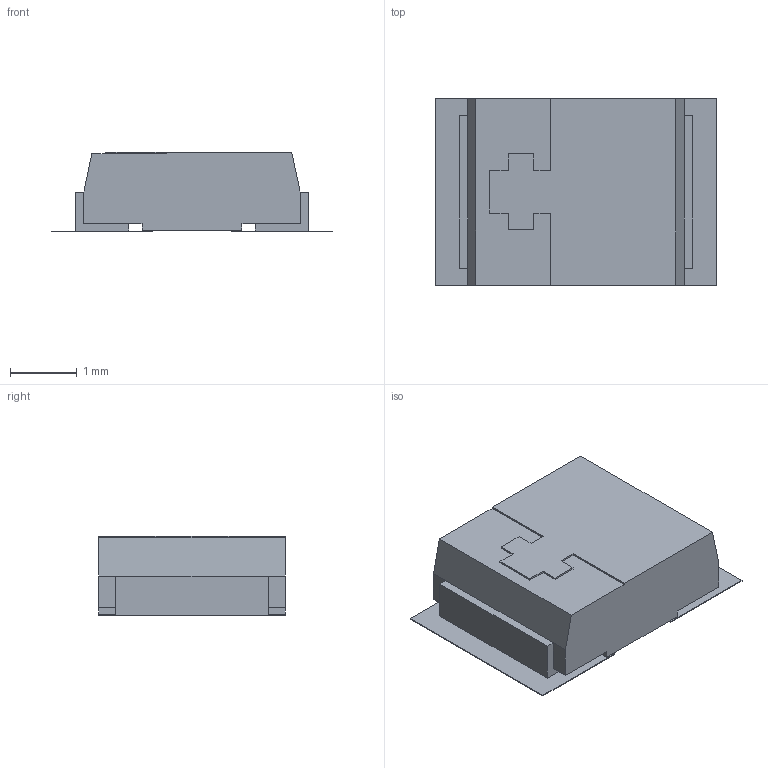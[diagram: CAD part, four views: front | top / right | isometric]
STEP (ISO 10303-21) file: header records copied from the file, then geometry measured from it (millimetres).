
FILE_DESCRIPTION (( 'STEP AP203' ), '1' );
FILE_NAME ('041-0092-000_1.step_Default_sldprt.STEP', '2020-11-13T20:09:38', ( '' ), ( '' ), 'SwSTEP 2.0', 'SolidWorks 2019', '' );
FILE_SCHEMA (( 'CONFIG_CONTROL_DESIGN' ));
Length unit declared in the file: inch
Products named in the file (1): 041-0092-000_1.step_Default_sldprt
Bounding box: 4.22 x 2.82 x 1.2 mm (x, y, z)
Volume: 10.7 mm3; surface area: 44.2 mm2
Topology: 1 solids, 1 shells, 50 faces, 134 edges, 88 vertices
Faces by surface type: plane 50
Entity records: 1605 total; most frequent: CARTESIAN_POINT 273, ORIENTED_EDGE 268, DIRECTION 236, VECTOR 134, EDGE_CURVE 134, LINE 134, VERTEX_POINT 88, EDGE_LOOP 52
